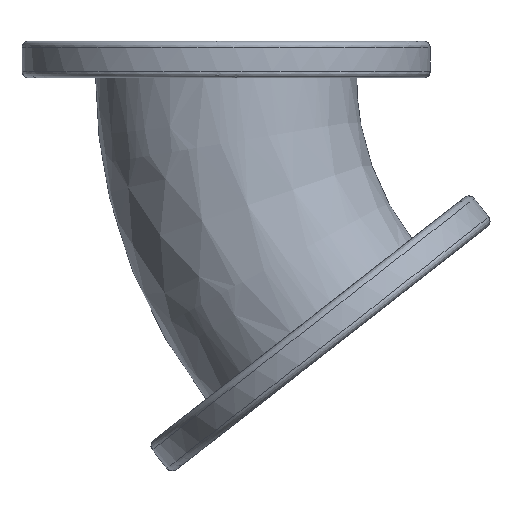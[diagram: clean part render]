
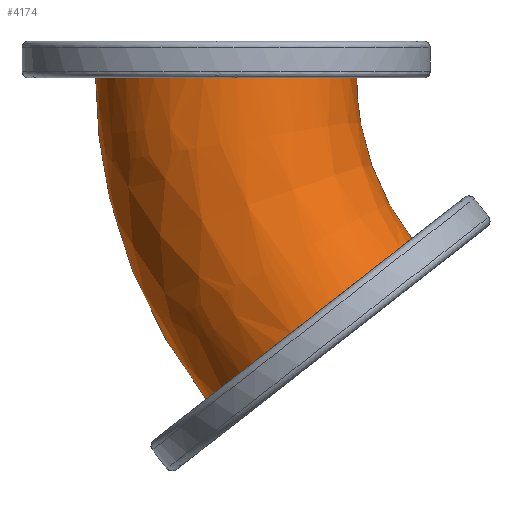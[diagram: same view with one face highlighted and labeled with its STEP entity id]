
A CAD part, front view. The second image highlights one B-rep face of the part: STEP entity #4174.
In plain terms, the highlighted free-form (B-spline) face has degree [2, 2] with [3, 5] control points.
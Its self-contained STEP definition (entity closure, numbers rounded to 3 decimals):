
#22 = VERTEX_POINT('',#23);
#23 = CARTESIAN_POINT('',(-6.975,0.,
    -112.971));
#24 = VERTEX_POINT('',#25);
#25 = CARTESIAN_POINT('',(65.323,0.,
    -56.485));
#33 = EDGE_CURVE('',#22,#34,#36,.T.);
#34 = VERTEX_POINT('',#35);
#35 = CARTESIAN_POINT('',(-45.874,0.,0.));
#36 = ( BOUNDED_CURVE() B_SPLINE_CURVE(2,(#37,#38,#39),.UNSPECIFIED.,.F.
,.F.) B_SPLINE_CURVE_WITH_KNOTS((3,3),(5.62,6.283),
.PIECEWISE_BEZIER_KNOTS.) CURVE() GEOMETRIC_REPRESENTATION_ITEM() 
RATIONAL_B_SPLINE_CURVE((1.,0.946,1.)) REPRESENTATION_ITEM('') 
  );
#37 = CARTESIAN_POINT('',(-6.975,0.,
    -112.971));
#38 = CARTESIAN_POINT('',(-45.874,0.,
    -63.182));
#39 = CARTESIAN_POINT('',(-45.874,0.,
    0.));
#42 = VERTEX_POINT('',#43);
#43 = CARTESIAN_POINT('',(45.874,0.,0.));
#51 = EDGE_CURVE('',#24,#42,#52,.T.);
#52 = ( BOUNDED_CURVE() B_SPLINE_CURVE(2,(#53,#54,#55),.UNSPECIFIED.,.F.
,.F.) B_SPLINE_CURVE_WITH_KNOTS((3,3),(5.62,6.283),
.PIECEWISE_BEZIER_KNOTS.) CURVE() GEOMETRIC_REPRESENTATION_ITEM() 
RATIONAL_B_SPLINE_CURVE((1.,0.946,1.)) REPRESENTATION_ITEM('') 
  );
#53 = CARTESIAN_POINT('',(65.323,0.,
    -56.485));
#54 = CARTESIAN_POINT('',(45.874,0.,
    -31.591));
#55 = CARTESIAN_POINT('',(45.874,0.,
    0.));
#3378 = EDGE_CURVE('',#42,#34,#3379,.T.);
#3379 = ( BOUNDED_CURVE() B_SPLINE_CURVE(2,(#3380,#3381,#3382,#3383,
#3384),.UNSPECIFIED.,.F.,.F.) B_SPLINE_CURVE_WITH_KNOTS((3,2,3),(0.,
1.571,3.142),.PIECEWISE_BEZIER_KNOTS.) CURVE() 
GEOMETRIC_REPRESENTATION_ITEM() RATIONAL_B_SPLINE_CURVE((1.,
0.707,1.,0.707,1.)) REPRESENTATION_ITEM('') );
#3380 = CARTESIAN_POINT('',(45.874,0.,0.));
#3381 = CARTESIAN_POINT('',(45.874,-45.874,0.));
#3382 = CARTESIAN_POINT('',(0.,-45.874,0.));
#3383 = CARTESIAN_POINT('',(-45.874,-45.874,0.));
#3384 = CARTESIAN_POINT('',(-45.874,0.,0.));
#4174 = ADVANCED_FACE('',(#4175),#4188,.T.);
#4175 = FACE_BOUND('',#4176,.T.);
#4176 = EDGE_LOOP('',(#4177,#4178,#4186,#4187));
#4177 = ORIENTED_EDGE('',*,*,#33,.F.);
#4178 = ORIENTED_EDGE('',*,*,#4179,.F.);
#4179 = EDGE_CURVE('',#24,#22,#4180,.T.);
#4180 = ( BOUNDED_CURVE() B_SPLINE_CURVE(2,(#4181,#4182,#4183,#4184,
#4185),.UNSPECIFIED.,.F.,.F.) B_SPLINE_CURVE_WITH_KNOTS((3,2,3),(
    3.142,4.712,6.283),
.PIECEWISE_BEZIER_KNOTS.) CURVE() GEOMETRIC_REPRESENTATION_ITEM() 
RATIONAL_B_SPLINE_CURVE((1.,0.707,1.,0.707,1.)) 
REPRESENTATION_ITEM('') );
#4181 = CARTESIAN_POINT('',(65.323,0.,
    -56.485));
#4182 = CARTESIAN_POINT('',(65.323,-45.874,
    -56.485));
#4183 = CARTESIAN_POINT('',(29.174,-45.874,
    -84.728));
#4184 = CARTESIAN_POINT('',(-6.975,-45.874,
    -112.971));
#4185 = CARTESIAN_POINT('',(-6.975,0.,
    -112.971));
#4186 = ORIENTED_EDGE('',*,*,#51,.T.);
#4187 = ORIENTED_EDGE('',*,*,#3378,.T.);
#4188 = ( BOUNDED_SURFACE() B_SPLINE_SURFACE(2,2,(
    (#4189,#4190,#4191,#4192,#4193)
    ,(#4194,#4195,#4196,#4197,#4198)
    ,(#4199,#4200,#4201,#4202,#4203
)),.UNSPECIFIED.,.F.,.F.,.F.) B_SPLINE_SURFACE_WITH_KNOTS((3,3),(3,2,3),
  (5.62,6.283),(3.142,4.712,
    6.283),.PIECEWISE_BEZIER_KNOTS.) 
GEOMETRIC_REPRESENTATION_ITEM() RATIONAL_B_SPLINE_SURFACE((
    (1.,0.707,1.,0.707,1.)
    ,(0.946,0.669,0.946,0.669
      ,0.946)
,(1.,0.707,1.,0.707,1.
))) REPRESENTATION_ITEM('') SURFACE() );
#4189 = CARTESIAN_POINT('',(65.323,0.,
    -56.485));
#4190 = CARTESIAN_POINT('',(65.323,-45.874,
    -56.485));
#4191 = CARTESIAN_POINT('',(29.174,-45.874,
    -84.728));
#4192 = CARTESIAN_POINT('',(-6.975,-45.874,
    -112.971));
#4193 = CARTESIAN_POINT('',(-6.975,0.,
    -112.971));
#4194 = CARTESIAN_POINT('',(45.874,0.,
    -31.591));
#4195 = CARTESIAN_POINT('',(45.874,-45.874,
    -31.591));
#4196 = CARTESIAN_POINT('',(0.,-45.874,
    -47.387));
#4197 = CARTESIAN_POINT('',(-45.874,-45.874,
    -63.182));
#4198 = CARTESIAN_POINT('',(-45.874,0.,
    -63.182));
#4199 = CARTESIAN_POINT('',(45.874,0.,
    0.));
#4200 = CARTESIAN_POINT('',(45.874,-45.874,
    0.));
#4201 = CARTESIAN_POINT('',(0.,-45.874,
    0.));
#4202 = CARTESIAN_POINT('',(-45.874,-45.874,
    0.));
#4203 = CARTESIAN_POINT('',(-45.874,0.,
    0.));
